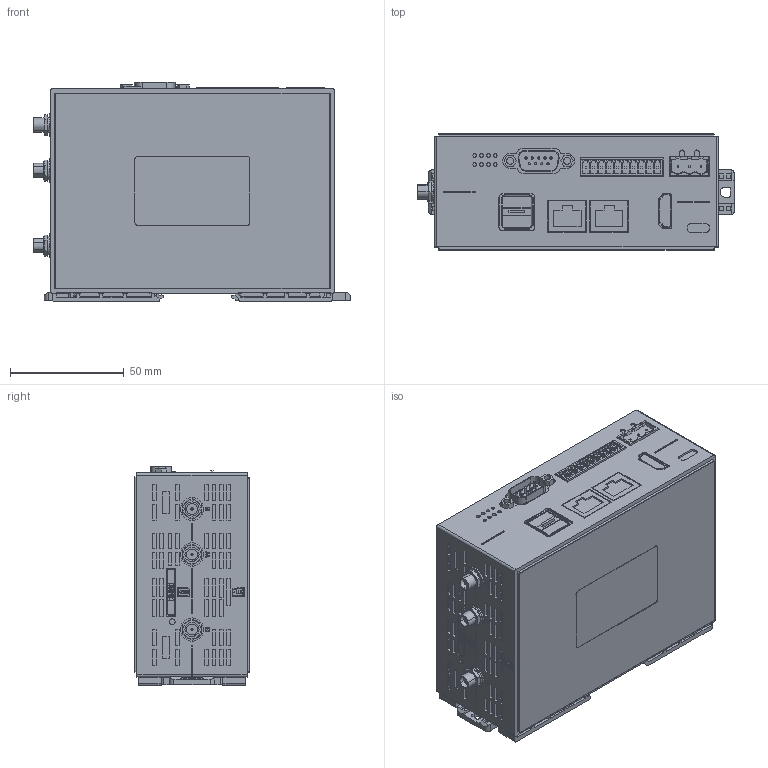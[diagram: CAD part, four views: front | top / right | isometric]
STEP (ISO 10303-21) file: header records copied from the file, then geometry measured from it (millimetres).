
FILE_DESCRIPTION((''),'2;1');
FILE_NAME('RH-WF-ASM-250509__0001','2025-05-12T09:24:14',('admin'),(''),'CREO PARAMETRIC BY PTC INC, 2018050','CREO PARAMETRIC BY PTC INC, 2018050','');
FILE_SCHEMA(('CONFIG_CONTROL_DESIGN'));
Products named in the file (1): RH-WF-ASM-250509__0001
Bounding box: 139.29 x 51 x 96.6 mm (x, y, z)
Surface area: 84253.6 mm2 (no closed solid volume)
Topology: 0 solids, 12 shells, 2580 faces, 6851 edges, 4510 vertices
Faces by surface type: plane 1891, cylinder 396, extrusion 186, cone 64, torus 20, bspline 17, sphere 6
Entity records: 82004 total; most frequent: CARTESIAN_POINT 18433, ORIENTED_EDGE 13680, DIRECTION 11889, EDGE_CURVE 6842, VECTOR 5579, LINE 5393, VERTEX_POINT 4510, AXIS2_PLACEMENT_3D 3155
